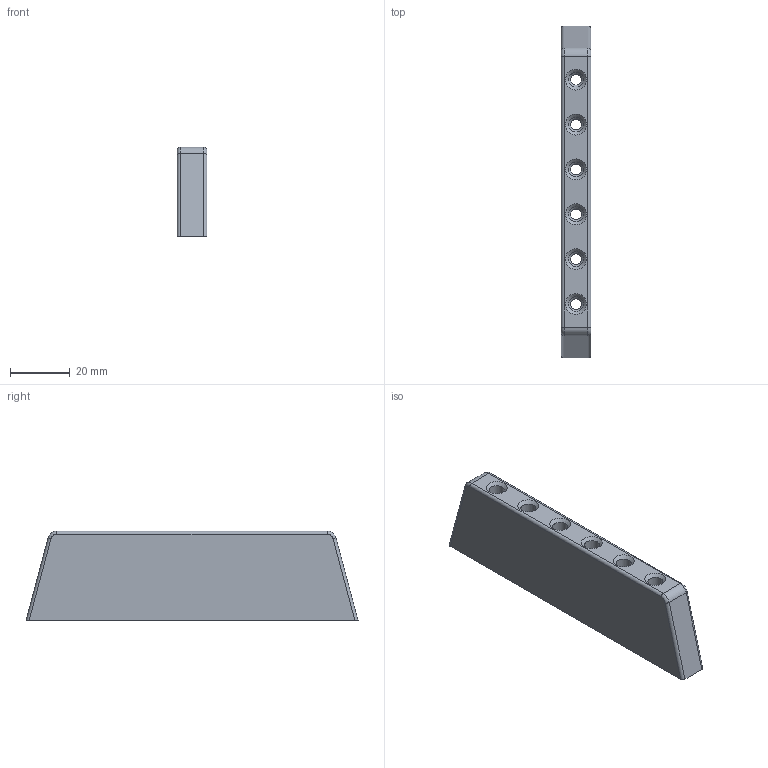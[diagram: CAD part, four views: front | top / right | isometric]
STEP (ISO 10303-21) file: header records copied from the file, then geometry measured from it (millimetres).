
FILE_DESCRIPTION(('FreeCAD Model'),'2;1');
FILE_NAME('Open CASCADE Shape Model','2022-05-02T23:03:23',(''),(''), 'Open CASCADE STEP processor 7.5','FreeCAD','Unknown');
FILE_SCHEMA(('AUTOMOTIVE_DESIGN { 1 0 10303 214 1 1 1 1 }'));
Length unit declared in the file: millimetre
Products named in the file (1): Tip_Magazine
Bounding box: 10 x 111 x 30 mm (x, y, z)
Volume: 28223.5 mm3; surface area: 11002.9 mm2
Topology: 1 solids, 1 shells, 46 faces, 100 edges, 58 vertices
Faces by surface type: cylinder 22, cone 12, plane 8, torus 4
Full cylindrical faces by diameter (mm): 2.5 x2, 3.6 x6, 5 x6
Entity records: 1296 total; most frequent: DIRECTION 248, CARTESIAN_POINT 205, ORIENTED_EDGE 200, AXIS2_PLACEMENT_3D 101, EDGE_CURVE 100, FACE_BOUND 60, EDGE_LOOP 60, VERTEX_POINT 58
